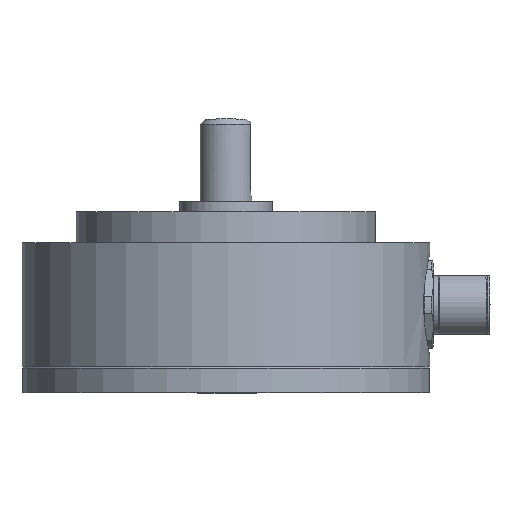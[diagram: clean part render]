
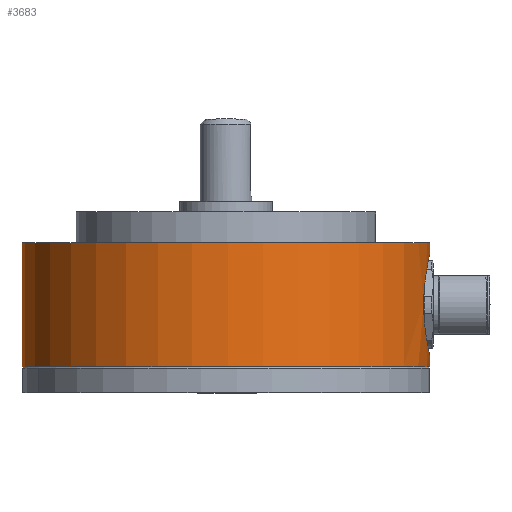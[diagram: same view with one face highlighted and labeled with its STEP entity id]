
A CAD part, top view. The second image highlights one B-rep face of the part: STEP entity #3683.
In plain terms, the highlighted cylindrical face has radius 39.5 mm (diameter 79 mm), a partial arc.
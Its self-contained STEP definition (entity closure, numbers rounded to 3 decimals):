
#166 = CARTESIAN_POINT ( 'NONE',  ( 41.039, -12.055, 3.342 ) ) ;
#212 = CARTESIAN_POINT ( 'NONE',  ( 40.934, -11.527, 5.904 ) ) ;
#242 = ORIENTED_EDGE ( 'NONE', *, *, #8971, .F. ) ;
#260 = CARTESIAN_POINT ( 'NONE',  ( 40.058, -6.195, 11.797 ) ) ;
#298 = CARTESIAN_POINT ( 'NONE',  ( 40.157, 2.952, 11.35 ) ) ;
#340 = CARTESIAN_POINT ( 'NONE',  ( 40.977, 7.619, 5.295 ) ) ;
#382 = CARTESIAN_POINT ( 'NONE',  ( 1.534, 9.945, 3.07 ) ) ;
#1034 = CARTESIAN_POINT ( 'NONE',  ( 41.032, -14.055, 2.679 ) ) ;
#1066 = CARTESIAN_POINT ( 'NONE',  ( 40.83, -11.038, 7.124 ) ) ;
#1098 = CARTESIAN_POINT ( 'NONE',  ( 39.974, -5.288, 12.159 ) ) ;
#1125 = CARTESIAN_POINT ( 'NONE',  ( 40.267, 3.771, 10.821 ) ) ;
#1161 = CARTESIAN_POINT ( 'NONE',  ( 41.025, 7.863, 4. ) ) ;
#1193 = DIRECTION ( 'NONE',  ( -1., 0., 0.01 ) ) ;
#1200 = VECTOR ( 'NONE', #8761, 1000. ) ;
#1237 = AXIS2_PLACEMENT_3D ( 'NONE', #382, #5794, #1193 ) ;
#1263 = AXIS2_PLACEMENT_3D ( 'NONE', #6401, #1807, #7182 ) ;
#1440 = VECTOR ( 'NONE', #4813, 1000. ) ;
#1807 = DIRECTION ( 'NONE',  ( 0., 1., 0. ) ) ;
#1837 = CARTESIAN_POINT ( 'NONE',  ( 40.658, -10.186, 8.513 ) ) ;
#1870 = CARTESIAN_POINT ( 'NONE',  ( 39.909, -4.338, 12.432 ) ) ;
#1901 = CARTESIAN_POINT ( 'NONE',  ( 40.383, 4.537, 10.213 ) ) ;
#1931 = CARTESIAN_POINT ( 'NONE',  ( 41.035, 7.945, 3.011 ) ) ;
#2057 = ORIENTED_EDGE ( 'NONE', *, *, #8949, .T. ) ;
#2111 = VERTEX_POINT ( 'NONE', #7559 ) ;
#2177 = CARTESIAN_POINT ( 'NONE',  ( 41.032, -14.055, 2.679 ) ) ;
#2595 = CARTESIAN_POINT ( 'NONE',  ( 40.543, -9.574, 9.285 ) ) ;
#2627 = CARTESIAN_POINT ( 'NONE',  ( 39.845, -2.719, 12.691 ) ) ;
#2664 = CARTESIAN_POINT ( 'NONE',  ( 40.543, 5.476, 9.296 ) ) ;
#2706 = DIRECTION ( 'NONE',  ( 0., 1., 0. ) ) ;
#2819 = DIRECTION ( 'NONE',  ( 0., 1., 0. ) ) ;
#3335 = CARTESIAN_POINT ( 'NONE',  ( 41.032, -14.055, 2.679 ) ) ;
#3371 = CARTESIAN_POINT ( 'NONE',  ( 40.385, -8.666, 10.216 ) ) ;
#3406 = CARTESIAN_POINT ( 'NONE',  ( 39.861, -0.743, 12.626 ) ) ;
#3437 = CARTESIAN_POINT ( 'NONE',  ( 40.728, 6.431, 7.982 ) ) ;
#3476 = CIRCLE ( 'NONE', #1237, 39.5 ) ;
#3683 = ADVANCED_FACE ( 'NONE', ( #8567 ), #5761, .T. ) ;
#3865 = VERTEX_POINT ( 'NONE', #8394 ) ;
#3876 = VERTEX_POINT ( 'NONE', #2177 ) ;
#3922 = ORIENTED_EDGE ( 'NONE', *, *, #8967, .T. ) ;
#4110 = CARTESIAN_POINT ( 'NONE',  ( 41.028, -11.99, 3.994 ) ) ;
#4142 = CARTESIAN_POINT ( 'NONE',  ( 40.193, -7.346, 11.179 ) ) ;
#4175 = CARTESIAN_POINT ( 'NONE',  ( 39.97, 1.166, 12.18 ) ) ;
#4204 = CARTESIAN_POINT ( 'NONE',  ( 40.827, 6.911, 7.122 ) ) ;
#4228 = CARTESIAN_POINT ( 'NONE',  ( -37.964, 9.945, 3.461 ) ) ;
#4611 = ORIENTED_EDGE ( 'NONE', *, *, #8969, .T. ) ;
#4734 = ORIENTED_EDGE ( 'NONE', *, *, #8948, .T. ) ;
#4813 = DIRECTION ( 'NONE',  ( 0., 1., 0. ) ) ;
#4868 = CARTESIAN_POINT ( 'NONE',  ( 40.974, -11.718, 5.274 ) ) ;
#4897 = CARTESIAN_POINT ( 'NONE',  ( 40.09, -6.489, 11.658 ) ) ;
#4934 = CARTESIAN_POINT ( 'NONE',  ( 40.089, 2.375, 11.66 ) ) ;
#4968 = CARTESIAN_POINT ( 'NONE',  ( 40.936, 7.429, 5.918 ) ) ;
#5043 = AXIS2_PLACEMENT_3D ( 'NONE', #5887, #2819, #6680 ) ;
#5278 = LINE ( 'NONE', #7969, #1200 ) ;
#5524 = LINE ( 'NONE', #3335, #7334 ) ;
#5620 = CARTESIAN_POINT ( 'NONE',  ( 41.032, -12.055, 2.679 ) ) ;
#5654 = CARTESIAN_POINT ( 'NONE',  ( 40.91, -11.415, 6.216 ) ) ;
#5689 = CARTESIAN_POINT ( 'NONE',  ( 40.001, -5.594, 12.048 ) ) ;
#5716 = VERTEX_POINT ( 'NONE', #8812 ) ;
#5721 = CARTESIAN_POINT ( 'NONE',  ( 40.192, 3.231, 11.183 ) ) ;
#5756 = CARTESIAN_POINT ( 'NONE',  ( 41.015, 7.814, 4.328 ) ) ;
#5761 = CYLINDRICAL_SURFACE ( 'NONE', #5043, 39.5 ) ;
#5794 = DIRECTION ( 'NONE',  ( 0., -1., 0. ) ) ;
#5887 = CARTESIAN_POINT ( 'NONE',  ( 1.534, -14.055, 3.07 ) ) ;
#6376 = B_SPLINE_CURVE_WITH_KNOTS ( 'NONE', 3,
 ( #5620, #166, #4110, #9432, #4868, #212, #5654, #1066, #6433, #1837, #7212, #2595, #7999, #3371, #8796, #4142, #9465, #4897, #260, #5689, #1098, #6464, #1870, #7246, #2627, #8038, #3406, #8831, #4175, #9496, #4934, #298, #5721, #1125, #6499, #1901, #7277, #2664, #8071, #3437, #8862, #4204, #9528, #4968, #340, #5756, #1161, #6534, #1931, #7313 ),
 .UNSPECIFIED., .F., .F.,
 ( 4, 2, 2, 2, 2, 2, 2, 2, 2, 2, 2, 2, 2, 2, 2, 2, 2, 2, 2, 2, 2, 2, 2, 2, 4 ),
 ( 0., 0.002, 0.003, 0.004, 0.006, 0.007, 0.008, 0.01, 0.011, 0.012, 0.013, 0.014, 0.016, 0.018, 0.02, 0.021, 0.022, 0.023, 0.024, 0.025, 0.026, 0.027, 0.029, 0.03, 0.031 ),
 .UNSPECIFIED. ) ;
#6401 = CARTESIAN_POINT ( 'NONE',  ( 1.534, -14.055, 3.07 ) ) ;
#6433 = CARTESIAN_POINT ( 'NONE',  ( 40.766, -10.73, 7.698 ) ) ;
#6464 = CARTESIAN_POINT ( 'NONE',  ( 39.929, -4.66, 12.35 ) ) ;
#6499 = CARTESIAN_POINT ( 'NONE',  ( 40.305, 4.032, 10.627 ) ) ;
#6534 = CARTESIAN_POINT ( 'NONE',  ( 41.035, 7.929, 3.341 ) ) ;
#6680 = DIRECTION ( 'NONE',  ( -1., 0., 0.01 ) ) ;
#7065 = EDGE_LOOP ( 'NONE', ( #4734, #2057, #9622, #3922, #4611, #242 ) ) ;
#7182 = DIRECTION ( 'NONE',  ( -1., 0., 0.01 ) ) ;
#7212 = CARTESIAN_POINT ( 'NONE',  ( 40.62, -9.99, 8.778 ) ) ;
#7246 = CARTESIAN_POINT ( 'NONE',  ( 39.861, -3.369, 12.626 ) ) ;
#7277 = CARTESIAN_POINT ( 'NONE',  ( 40.424, 4.781, 9.991 ) ) ;
#7313 = CARTESIAN_POINT ( 'NONE',  ( 41.032, 7.945, 2.679 ) ) ;
#7334 = VECTOR ( 'NONE', #2706, 1000. ) ;
#7559 = CARTESIAN_POINT ( 'NONE',  ( 41.032, 9.945, 2.679 ) ) ;
#7585 = VERTEX_POINT ( 'NONE', #9595 ) ;
#7586 = CIRCLE ( 'NONE', #1263, 39.5 ) ;
#7969 = CARTESIAN_POINT ( 'NONE',  ( -37.964, -14.055, 3.461 ) ) ;
#7999 = CARTESIAN_POINT ( 'NONE',  ( 40.504, -9.355, 9.526 ) ) ;
#8038 = CARTESIAN_POINT ( 'NONE',  ( 39.844, -1.409, 12.692 ) ) ;
#8071 = CARTESIAN_POINT ( 'NONE',  ( 40.621, 5.888, 8.793 ) ) ;
#8394 = CARTESIAN_POINT ( 'NONE',  ( 41.032, -12.055, 2.679 ) ) ;
#8567 = FACE_OUTER_BOUND ( 'NONE', #7065, .T. ) ;
#8761 = DIRECTION ( 'NONE',  ( 0., 1., 0. ) ) ;
#8796 = CARTESIAN_POINT ( 'NONE',  ( 40.306, -8.165, 10.63 ) ) ;
#8812 = CARTESIAN_POINT ( 'NONE',  ( -37.964, -14.055, 3.461 ) ) ;
#8831 = CARTESIAN_POINT ( 'NONE',  ( 39.924, 0.541, 12.37 ) ) ;
#8862 = CARTESIAN_POINT ( 'NONE',  ( 40.763, 6.6, 7.702 ) ) ;
#8948 = EDGE_CURVE ( 'NONE', #5716, #3876, #7586, .T. ) ;
#8949 = EDGE_CURVE ( 'NONE', #3876, #3865, #9547, .T. ) ;
#8952 = EDGE_CURVE ( 'NONE', #3865, #7585, #6376, .T. ) ;
#8967 = EDGE_CURVE ( 'NONE', #7585, #2111, #5524, .T. ) ;
#8969 = EDGE_CURVE ( 'NONE', #2111, #9414, #3476, .T. ) ;
#8971 = EDGE_CURVE ( 'NONE', #5716, #9414, #5278, .T. ) ;
#9414 = VERTEX_POINT ( 'NONE', #4228 ) ;
#9432 = CARTESIAN_POINT ( 'NONE',  ( 40.99, -11.798, 4.956 ) ) ;
#9465 = CARTESIAN_POINT ( 'NONE',  ( 40.157, -7.064, 11.349 ) ) ;
#9496 = CARTESIAN_POINT ( 'NONE',  ( 40.057, 2.076, 11.802 ) ) ;
#9528 = CARTESIAN_POINT ( 'NONE',  ( 40.856, 7.052, 6.824 ) ) ;
#9547 = LINE ( 'NONE', #1034, #1440 ) ;
#9595 = CARTESIAN_POINT ( 'NONE',  ( 41.032, 7.945, 2.679 ) ) ;
#9622 = ORIENTED_EDGE ( 'NONE', *, *, #8952, .T. ) ;
